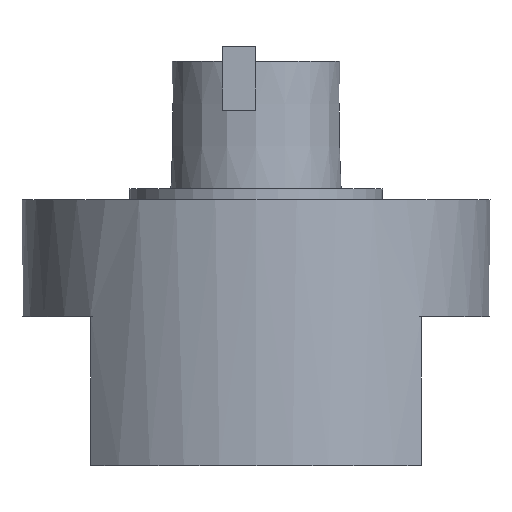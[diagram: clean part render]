
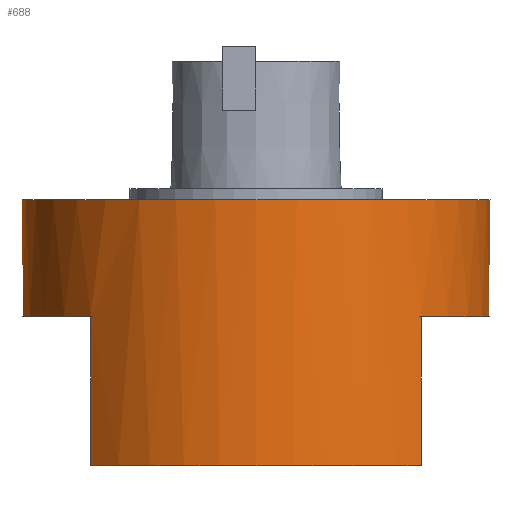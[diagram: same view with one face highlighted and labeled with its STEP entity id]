
A CAD part, left-side view. The second image highlights one B-rep face of the part: STEP entity #688.
In plain terms, the highlighted cylindrical face has radius 11 mm (diameter 22 mm), a full revolution.
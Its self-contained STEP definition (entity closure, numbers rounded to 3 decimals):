
#24=CYLINDRICAL_SURFACE('',#762,11.);
#30=CIRCLE('',#730,11.);
#33=CIRCLE('',#734,11.);
#36=CIRCLE('',#740,11.);
#37=CIRCLE('',#741,11.);
#38=CIRCLE('',#743,11.);
#43=CIRCLE('',#761,11.);
#69=FACE_OUTER_BOUND('',#115,.T.);
#115=EDGE_LOOP('',(#543,#544,#545,#546,#547,#548,#549,#550,#551,#552,#553,
#554));
#141=LINE('',#996,#216);
#143=LINE('',#1002,#218);
#153=LINE('',#1028,#228);
#155=LINE('',#1034,#230);
#180=LINE('',#1104,#255);
#216=VECTOR('',#795,10.);
#218=VECTOR('',#799,10.);
#228=VECTOR('',#823,10.);
#230=VECTOR('',#827,10.);
#255=VECTOR('',#904,11.);
#289=VERTEX_POINT('',#990);
#291=VERTEX_POINT('',#994);
#292=VERTEX_POINT('',#998);
#294=VERTEX_POINT('',#1001);
#297=VERTEX_POINT('',#1012);
#303=VERTEX_POINT('',#1026);
#304=VERTEX_POINT('',#1030);
#306=VERTEX_POINT('',#1033);
#309=VERTEX_POINT('',#1042);
#325=VERTEX_POINT('',#1101);
#353=EDGE_CURVE('',#289,#291,#141,.T.);
#355=EDGE_CURVE('',#292,#294,#143,.T.);
#358=EDGE_CURVE('',#294,#291,#30,.T.);
#362=EDGE_CURVE('',#297,#292,#33,.T.);
#369=EDGE_CURVE('',#297,#303,#153,.T.);
#371=EDGE_CURVE('',#304,#306,#155,.T.);
#376=EDGE_CURVE('',#306,#309,#36,.T.);
#377=EDGE_CURVE('',#309,#303,#37,.T.);
#378=EDGE_CURVE('',#289,#304,#38,.T.);
#405=EDGE_CURVE('',#325,#325,#43,.T.);
#406=EDGE_CURVE('',#309,#325,#180,.T.);
#543=ORIENTED_EDGE('',*,*,#362,.F.);
#544=ORIENTED_EDGE('',*,*,#369,.T.);
#545=ORIENTED_EDGE('',*,*,#377,.F.);
#546=ORIENTED_EDGE('',*,*,#406,.T.);
#547=ORIENTED_EDGE('',*,*,#405,.T.);
#548=ORIENTED_EDGE('',*,*,#406,.F.);
#549=ORIENTED_EDGE('',*,*,#376,.F.);
#550=ORIENTED_EDGE('',*,*,#371,.F.);
#551=ORIENTED_EDGE('',*,*,#378,.F.);
#552=ORIENTED_EDGE('',*,*,#353,.T.);
#553=ORIENTED_EDGE('',*,*,#358,.F.);
#554=ORIENTED_EDGE('',*,*,#355,.F.);
#688=ADVANCED_FACE('',(#69),#24,.T.);
#730=AXIS2_PLACEMENT_3D('',#1007,#804,#805);
#734=AXIS2_PLACEMENT_3D('',#1014,#813,#814);
#740=AXIS2_PLACEMENT_3D('',#1043,#836,#837);
#741=AXIS2_PLACEMENT_3D('',#1044,#838,#839);
#743=AXIS2_PLACEMENT_3D('',#1046,#842,#843);
#761=AXIS2_PLACEMENT_3D('',#1102,#900,#901);
#762=AXIS2_PLACEMENT_3D('',#1103,#902,#903);
#795=DIRECTION('',(0.,0.,-1.));
#799=DIRECTION('',(0.,0.,-1.));
#804=DIRECTION('center_axis',(0.,0.,-1.));
#805=DIRECTION('ref_axis',(1.,0.,0.));
#813=DIRECTION('center_axis',(0.,0.,-1.));
#814=DIRECTION('ref_axis',(1.,0.,0.));
#823=DIRECTION('',(0.,0.,-1.));
#827=DIRECTION('',(0.,0.,-1.));
#836=DIRECTION('center_axis',(0.,0.,-1.));
#837=DIRECTION('ref_axis',(1.,0.,0.));
#838=DIRECTION('center_axis',(0.,0.,-1.));
#839=DIRECTION('ref_axis',(1.,0.,0.));
#842=DIRECTION('center_axis',(0.,0.,-1.));
#843=DIRECTION('ref_axis',(1.,0.,0.));
#900=DIRECTION('center_axis',(0.,0.,-1.));
#901=DIRECTION('ref_axis',(1.,0.,0.));
#902=DIRECTION('center_axis',(0.,0.,-1.));
#903=DIRECTION('ref_axis',(1.,0.,0.));
#904=DIRECTION('',(0.,0.,1.));
#990=CARTESIAN_POINT('',(7.778,-7.778,-9.7));
#994=CARTESIAN_POINT('',(7.778,-7.778,-16.7));
#996=CARTESIAN_POINT('',(7.778,-7.778,-9.7));
#998=CARTESIAN_POINT('',(7.778,7.778,-9.7));
#1001=CARTESIAN_POINT('',(7.778,7.778,-16.7));
#1002=CARTESIAN_POINT('',(7.778,7.778,-9.7));
#1007=CARTESIAN_POINT('Origin',(0.,0.,-16.7));
#1012=CARTESIAN_POINT('',(-7.778,7.778,-9.7));
#1014=CARTESIAN_POINT('Origin',(0.,0.,-9.7));
#1026=CARTESIAN_POINT('',(-7.778,7.778,-16.7));
#1028=CARTESIAN_POINT('',(-7.778,7.778,-9.7));
#1030=CARTESIAN_POINT('',(-7.778,-7.778,-9.7));
#1033=CARTESIAN_POINT('',(-7.778,-7.778,-16.7));
#1034=CARTESIAN_POINT('',(-7.778,-7.778,-9.7));
#1042=CARTESIAN_POINT('',(-11.,0.,-16.7));
#1043=CARTESIAN_POINT('Origin',(0.,0.,-16.7));
#1044=CARTESIAN_POINT('Origin',(0.,0.,-16.7));
#1046=CARTESIAN_POINT('Origin',(0.,0.,-9.7));
#1101=CARTESIAN_POINT('',(-11.,0.,-4.2));
#1102=CARTESIAN_POINT('Origin',(0.,0.,-4.2));
#1103=CARTESIAN_POINT('Origin',(0.,0.,-3.7));
#1104=CARTESIAN_POINT('',(-11.,0.,-3.7));
